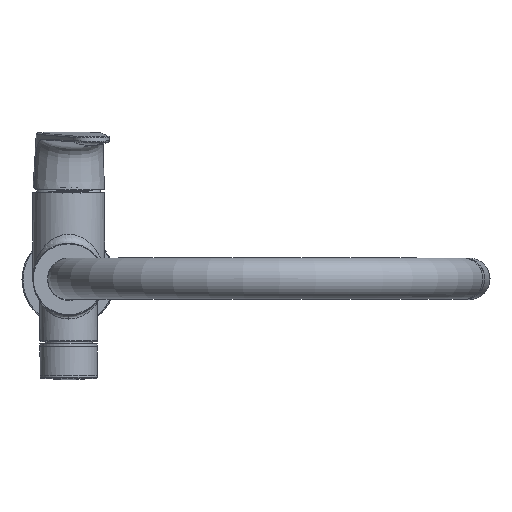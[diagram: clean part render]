
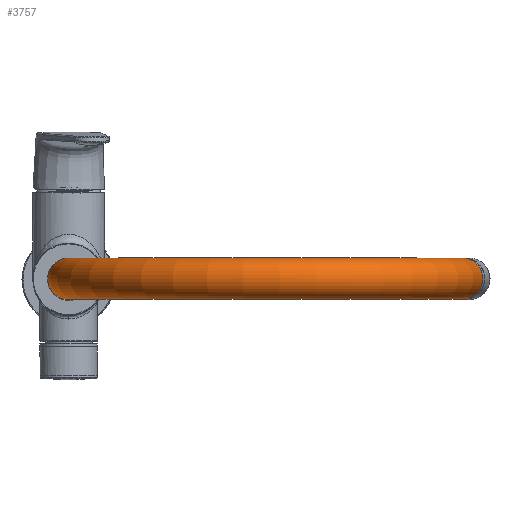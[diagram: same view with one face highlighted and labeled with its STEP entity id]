
A CAD part, top view. The second image highlights one B-rep face of the part: STEP entity #3757.
In plain terms, the highlighted toroidal (fillet/blend) face has major radius 110.5 mm and minor radius 11.5 mm.
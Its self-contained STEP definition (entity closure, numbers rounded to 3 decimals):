
#314=TOROIDAL_SURFACE('',#3937,110.5,11.5);
#375=CIRCLE('',#3936,11.5);
#376=CIRCLE('',#3938,11.5);
#482=ORIENTED_EDGE('',*,*,#1278,.F.);
#483=ORIENTED_EDGE('',*,*,#1277,.F.);
#1277=EDGE_CURVE('',#1882,#1882,#375,.T.);
#1278=EDGE_CURVE('',#1883,#1883,#376,.T.);
#1882=VERTEX_POINT('',#4773);
#1883=VERTEX_POINT('',#4776);
#2952=EDGE_LOOP('',(#482));
#2953=EDGE_LOOP('',(#483));
#3143=FACE_BOUND('',#2952,.T.);
#3144=FACE_BOUND('',#2953,.T.);
#3757=ADVANCED_FACE('',(#3143,#3144),#314,.T.);
#3936=AXIS2_PLACEMENT_3D('',#4772,#4143,#4144);
#3937=AXIS2_PLACEMENT_3D('',#4774,#4145,#4146);
#3938=AXIS2_PLACEMENT_3D('',#4775,#4147,#4148);
#4143=DIRECTION('',(0.174,0.,-0.985));
#4144=DIRECTION('',(-0.985,0.,-0.174));
#4145=DIRECTION('',(0.,-1.,0.));
#4146=DIRECTION('',(0.,0.,-1.));
#4147=DIRECTION('',(0.,0.,-1.));
#4148=DIRECTION('',(-1.,0.,0.));
#4772=CARTESIAN_POINT('',(219.321,0.,224.388));
#4773=CARTESIAN_POINT('',(207.996,0.,222.391));
#4774=CARTESIAN_POINT('',(110.5,0.,205.2));
#4775=CARTESIAN_POINT('',(0.,0.,205.2));
#4776=CARTESIAN_POINT('',(-11.5,0.,205.2));
